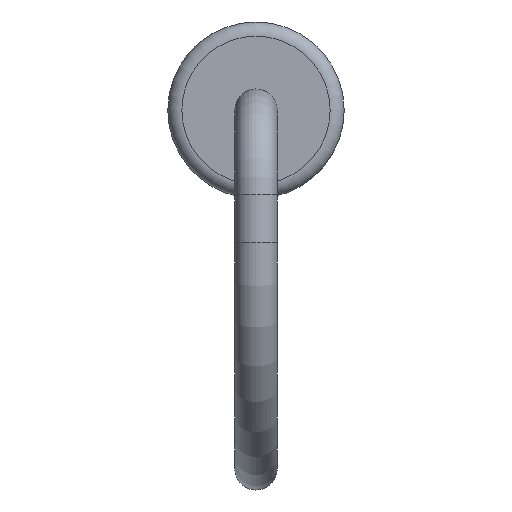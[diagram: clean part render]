
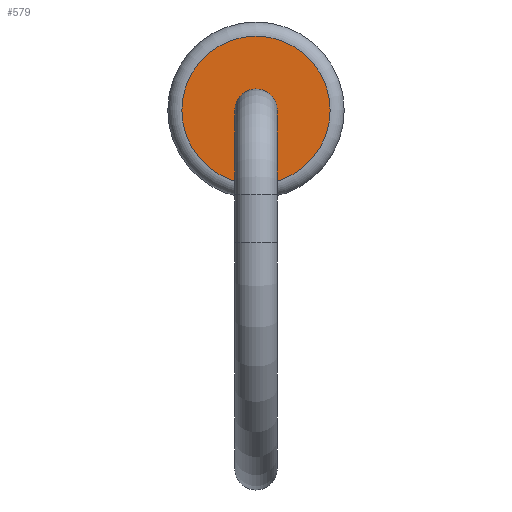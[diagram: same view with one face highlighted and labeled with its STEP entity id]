
A CAD part, front view. The second image highlights one B-rep face of the part: STEP entity #579.
In plain terms, the highlighted planar face has unit normal (0, -1, 0).
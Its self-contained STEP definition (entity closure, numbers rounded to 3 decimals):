
#558 = VERTEX_POINT('',#559);
#559 = CARTESIAN_POINT('',(1.05,1.2,0.));
#568 = EDGE_CURVE('',#558,#558,#569,.T.);
#569 = CIRCLE('',#570,1.05);
#570 = AXIS2_PLACEMENT_3D('',#571,#572,#573);
#571 = CARTESIAN_POINT('',(0.,1.2,0.));
#572 = DIRECTION('',(0.,-1.,0.));
#573 = DIRECTION('',(1.,0.,0.));
#579 = ADVANCED_FACE('',(#580,#583),#594,.F.);
#580 = FACE_BOUND('',#581,.F.);
#581 = EDGE_LOOP('',(#582));
#582 = ORIENTED_EDGE('',*,*,#568,.F.);
#583 = FACE_BOUND('',#584,.F.);
#584 = EDGE_LOOP('',(#585));
#585 = ORIENTED_EDGE('',*,*,#586,.F.);
#586 = EDGE_CURVE('',#587,#587,#589,.T.);
#587 = VERTEX_POINT('',#588);
#588 = CARTESIAN_POINT('',(0.3,1.2,0.002));
#589 = CIRCLE('',#590,0.3);
#590 = AXIS2_PLACEMENT_3D('',#591,#592,#593);
#591 = CARTESIAN_POINT('',(0.,1.2,0.002));
#592 = DIRECTION('',(0.,1.,0.));
#593 = DIRECTION('',(1.,0.,0.));
#594 = PLANE('',#595);
#595 = AXIS2_PLACEMENT_3D('',#596,#597,#598);
#596 = CARTESIAN_POINT('',(0.,1.2,0.));
#597 = DIRECTION('',(0.,1.,0.));
#598 = DIRECTION('',(0.,0.,1.));
